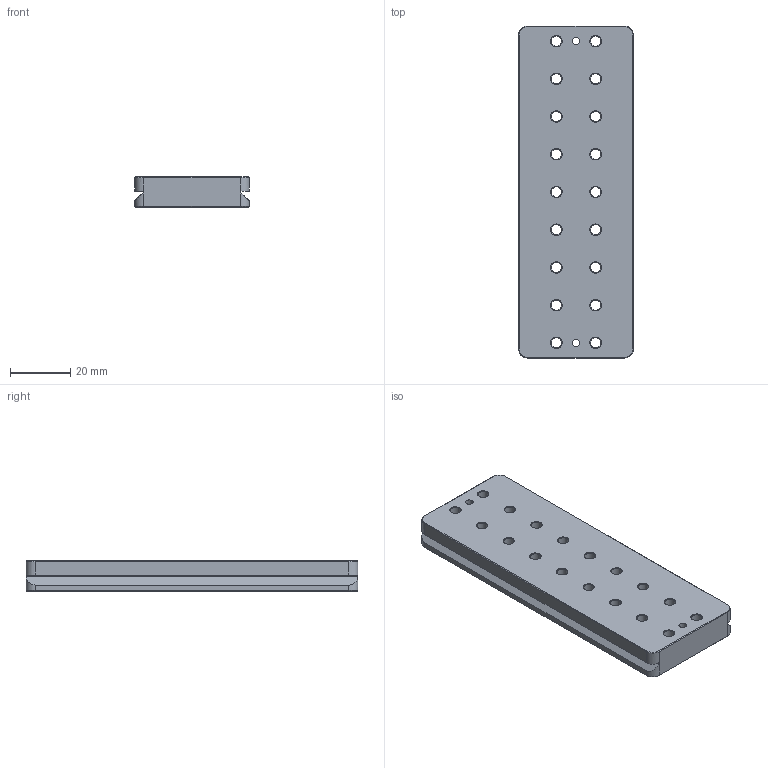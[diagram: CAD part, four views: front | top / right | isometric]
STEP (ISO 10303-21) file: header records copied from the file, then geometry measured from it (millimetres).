
FILE_DESCRIPTION(/* description */ ('Unknown','CAx-IF Rec.Pracs.---Representation and Presentation of Product Manufacturing Information (PMI)---4.0---2014-10-13','CAx-IF Rec.Pracs.---3D Tessellated Geometry---0.4---2014-09-14','2;1'),/* implementation_level */ '2;1');
FILE_NAME(/* name */ '503057_Balken_38mm',/* time_stamp */ '2022-11-16T14:55:03+01:00',/* author */ ('Unknown'),/* organization */ ('Unknown'),/* preprocessor_version */ 'ST-DEVELOPER v16.7',/* originating_system */ 'Solid Edge',/* authorisation */ 'Unknown');
FILE_SCHEMA (('AP242_MANAGED_MODEL_BASED_3D_ENGINEERING_MIM_LF { 1 0 10303 442 1 1 4 }'));
Length unit declared in the file: millimetre
Products named in the file (1): S01601_R1_Balken
Bounding box: 38 x 110 x 10 mm (x, y, z)
Volume: 36731.2 mm3; surface area: 14635.1 mm2
Topology: 1 solids, 1 shells, 130 faces, 314 edges, 204 vertices
Faces by surface type: cylinder 48, cone 44, plane 38
Full cylindrical faces by diameter (mm): 2.459 x2, 3.4 x18, 6 x18
Entity records: 4152 total; most frequent: DIRECTION 598, CARTESIAN_POINT 527, ORIENTED_EDGE 408, AXIS2_PLACEMENT_3D 271, EDGE_LOOP 262, FACE_BOUND 262, EDGE_CURVE 204, VERTEX_POINT 168
